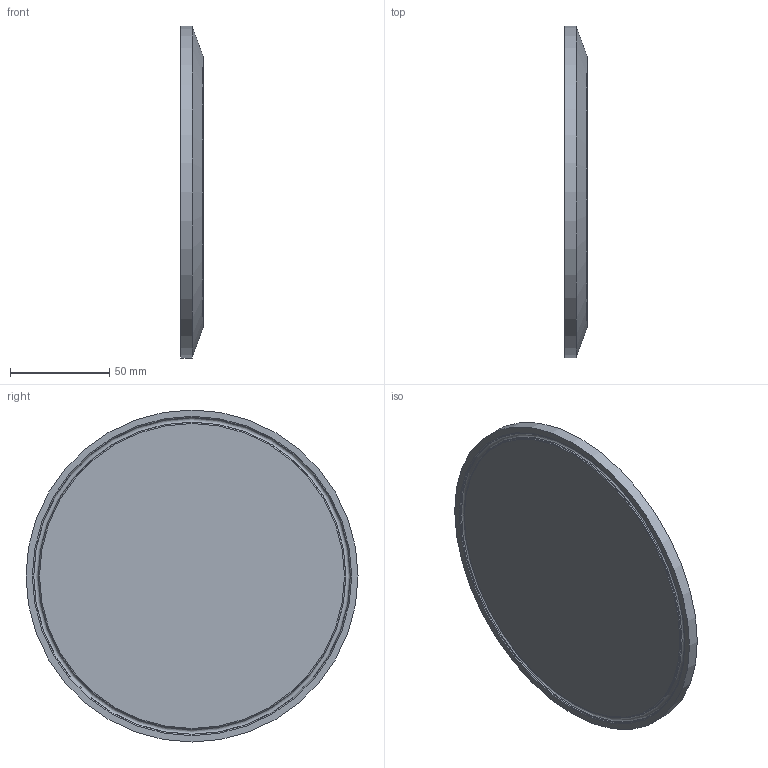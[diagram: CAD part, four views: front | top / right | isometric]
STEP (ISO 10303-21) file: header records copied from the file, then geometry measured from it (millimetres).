
FILE_DESCRIPTION(/* description */ (''),/* implementation_level */ '2;1');
FILE_NAME(/* name */ 'S16AMP-6.stp',/* time_stamp */ '2018-11-26T10:10:16-05:00',/* author */ ('rick'),/* organization */ (''),/* preprocessor_version */ 'ST-DEVELOPER v15.2',/* originating_system */ 'Autodesk Inventor 2014',/* authorisation */ '');
FILE_SCHEMA (('AUTOMOTIVE_DESIGN { 1 0 10303 214 3 1 1 }'));
Length unit declared in the file: inch
Products named in the file (1): S16AMP-6
Bounding box: 11.1 x 166.88 x 166.88 mm (x, y, z)
Volume: 220492 mm3; surface area: 47986.2 mm2
Topology: 1 solids, 1 shells, 361 faces, 966 edges, 642 vertices
Faces by surface type: bspline 182, plane 171, torus 4, cone 3, cylinder 1
Full cylindrical faces by diameter (mm): 166.878 x1
Entity records: 12675 total; most frequent: CARTESIAN_POINT 4874, ORIENTED_EDGE 1916, DIRECTION 964, EDGE_CURVE 958, VERTEX_POINT 642, LINE 584, VECTOR 584, EDGE_LOOP 404
